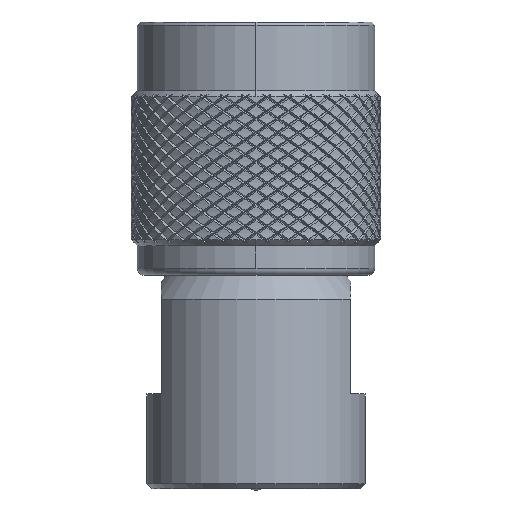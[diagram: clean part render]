
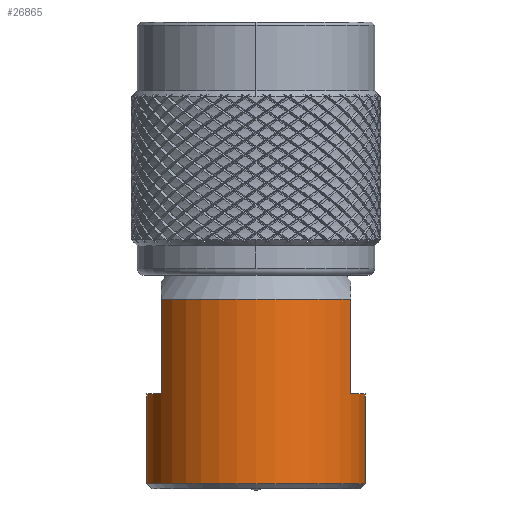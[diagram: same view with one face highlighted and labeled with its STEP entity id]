
A CAD part, front view. The second image highlights one B-rep face of the part: STEP entity #26865.
In plain terms, the highlighted cylindrical face has radius 6.35 mm (diameter 12.7 mm), a partial arc.
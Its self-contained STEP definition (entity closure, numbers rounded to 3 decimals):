
#3052 = CARTESIAN_POINT ( 'NONE',  ( 5.5, -3.174, 0. ) ) ;
#4081 = ORIENTED_EDGE ( 'NONE', *, *, #120249, .F. ) ;
#8240 = CARTESIAN_POINT ( 'NONE',  ( 0., 0., 11. ) ) ;
#10425 = DIRECTION ( 'NONE',  ( 0., 0., 1. ) ) ;
#14652 = CARTESIAN_POINT ( 'NONE',  ( 6.35, 0., 0.3 ) ) ;
#16015 = CARTESIAN_POINT ( 'NONE',  ( 0., 0., 5.5 ) ) ;
#22779 = VERTEX_POINT ( 'NONE', #14652 ) ;
#22958 = ORIENTED_EDGE ( 'NONE', *, *, #124176, .F. ) ;
#23887 = DIRECTION ( 'NONE',  ( 0., 0., 1. ) ) ;
#24557 = CARTESIAN_POINT ( 'NONE',  ( 0., 0., 5.5 ) ) ;
#24710 = DIRECTION ( 'NONE',  ( 0., 0., -1. ) ) ;
#25181 = DIRECTION ( 'NONE',  ( 0., 0., 1. ) ) ;
#26865 = ADVANCED_FACE ( 'NONE', ( #39023 ), #42556, .T. ) ;
#28502 = VECTOR ( 'NONE', #232958, 1000. ) ;
#30937 = LINE ( 'NONE', #213037, #169090 ) ;
#33488 = EDGE_CURVE ( 'NONE', #159865, #22779, #215960, .T. ) ;
#34005 = CIRCLE ( 'NONE', #167082, 6.35 ) ;
#39023 = FACE_OUTER_BOUND ( 'NONE', #59161, .T. ) ;
#42556 = CYLINDRICAL_SURFACE ( 'NONE', #63725, 6.35 ) ;
#48813 = CIRCLE ( 'NONE', #181880, 6.35 ) ;
#53941 = VERTEX_POINT ( 'NONE', #194801 ) ;
#55198 = DIRECTION ( 'NONE',  ( -1., 0., 0. ) ) ;
#59161 = EDGE_LOOP ( 'NONE', ( #124620, #4081, #129663, #224705, #136051, #22958, #201291, #138370 ) ) ;
#60622 = DIRECTION ( 'NONE',  ( -1., 0., 0. ) ) ;
#63725 = AXIS2_PLACEMENT_3D ( 'NONE', #115252, #24710, #97398 ) ;
#81844 = CARTESIAN_POINT ( 'NONE',  ( 0., 0., 0.3 ) ) ;
#91184 = DIRECTION ( 'NONE',  ( 0., 0., -1. ) ) ;
#96379 = DIRECTION ( 'NONE',  ( 0., 0., -1. ) ) ;
#97398 = DIRECTION ( 'NONE',  ( -1., 0., 0. ) ) ;
#99030 = LINE ( 'NONE', #134710, #228512 ) ;
#104535 = AXIS2_PLACEMENT_3D ( 'NONE', #24557, #169832, #137597 ) ;
#105749 = CARTESIAN_POINT ( 'NONE',  ( 6.35, 0., 0. ) ) ;
#112071 = EDGE_CURVE ( 'NONE', #141183, #200704, #99030, .T. ) ;
#115252 = CARTESIAN_POINT ( 'NONE',  ( 0., 0., 0. ) ) ;
#115841 = CARTESIAN_POINT ( 'NONE',  ( -5.5, -3.174, 11. ) ) ;
#117374 = EDGE_CURVE ( 'NONE', #159110, #22779, #196173, .T. ) ;
#120249 = EDGE_CURVE ( 'NONE', #211850, #159110, #153750, .T. ) ;
#124176 = EDGE_CURVE ( 'NONE', #205837, #141183, #48813, .T. ) ;
#124620 = ORIENTED_EDGE ( 'NONE', *, *, #117374, .F. ) ;
#129663 = ORIENTED_EDGE ( 'NONE', *, *, #141964, .F. ) ;
#134710 = CARTESIAN_POINT ( 'NONE',  ( -5.5, -3.174, 0. ) ) ;
#135314 = CARTESIAN_POINT ( 'NONE',  ( -6.35, 0., 0.3 ) ) ;
#136051 = ORIENTED_EDGE ( 'NONE', *, *, #112071, .F. ) ;
#136446 = EDGE_CURVE ( 'NONE', #53941, #200704, #34005, .T. ) ;
#136574 = DIRECTION ( 'NONE',  ( -1., 0., 0. ) ) ;
#137597 = DIRECTION ( 'NONE',  ( -1., 0., 0. ) ) ;
#138370 = ORIENTED_EDGE ( 'NONE', *, *, #33488, .T. ) ;
#141183 = VERTEX_POINT ( 'NONE', #202060 ) ;
#141964 = EDGE_CURVE ( 'NONE', #53941, #211850, #200643, .T. ) ;
#153750 = CIRCLE ( 'NONE', #104535, 6.35 ) ;
#155886 = CARTESIAN_POINT ( 'NONE',  ( -6.35, 0., 5.5 ) ) ;
#159110 = VERTEX_POINT ( 'NONE', #168665 ) ;
#159865 = VERTEX_POINT ( 'NONE', #135314 ) ;
#166545 = AXIS2_PLACEMENT_3D ( 'NONE', #81844, #10425, #136574 ) ;
#167082 = AXIS2_PLACEMENT_3D ( 'NONE', #8240, #96379, #60622 ) ;
#168631 = CARTESIAN_POINT ( 'NONE',  ( 5.5, -3.174, 5.5 ) ) ;
#168665 = CARTESIAN_POINT ( 'NONE',  ( 6.35, 0., 5.5 ) ) ;
#169090 = VECTOR ( 'NONE', #178534, 1000. ) ;
#169832 = DIRECTION ( 'NONE',  ( 0., 0., 1. ) ) ;
#178534 = DIRECTION ( 'NONE',  ( 0., 0., -1. ) ) ;
#181880 = AXIS2_PLACEMENT_3D ( 'NONE', #16015, #23887, #55198 ) ;
#190221 = VECTOR ( 'NONE', #91184, 1000. ) ;
#194801 = CARTESIAN_POINT ( 'NONE',  ( 5.5, -3.174, 11. ) ) ;
#196173 = LINE ( 'NONE', #105749, #28502 ) ;
#200643 = LINE ( 'NONE', #3052, #190221 ) ;
#200704 = VERTEX_POINT ( 'NONE', #115841 ) ;
#201291 = ORIENTED_EDGE ( 'NONE', *, *, #227009, .T. ) ;
#202060 = CARTESIAN_POINT ( 'NONE',  ( -5.5, -3.174, 5.5 ) ) ;
#205837 = VERTEX_POINT ( 'NONE', #155886 ) ;
#211850 = VERTEX_POINT ( 'NONE', #168631 ) ;
#213037 = CARTESIAN_POINT ( 'NONE',  ( -6.35, 0., 0. ) ) ;
#215960 = CIRCLE ( 'NONE', #166545, 6.35 ) ;
#224705 = ORIENTED_EDGE ( 'NONE', *, *, #136446, .T. ) ;
#227009 = EDGE_CURVE ( 'NONE', #205837, #159865, #30937, .T. ) ;
#228512 = VECTOR ( 'NONE', #25181, 1000. ) ;
#232958 = DIRECTION ( 'NONE',  ( 0., 0., -1. ) ) ;
